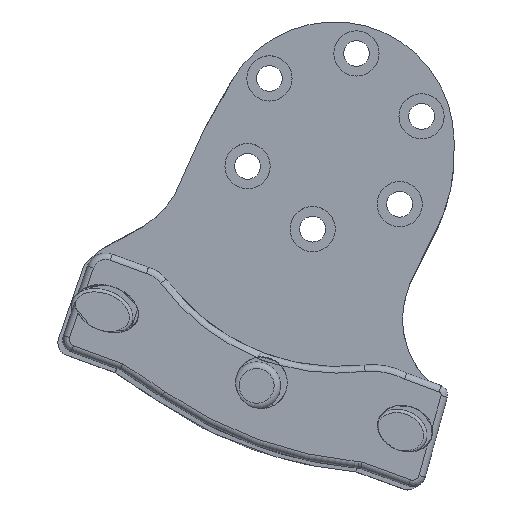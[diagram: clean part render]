
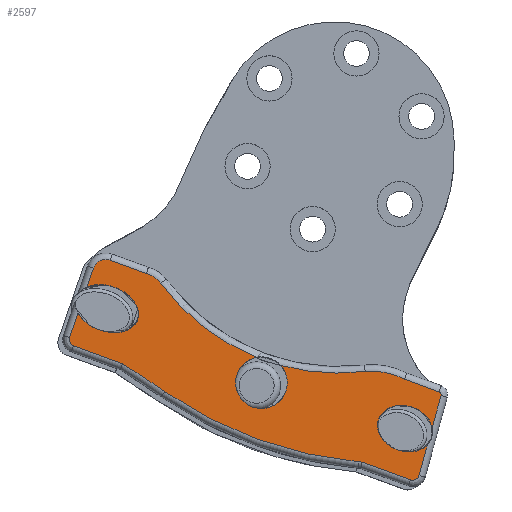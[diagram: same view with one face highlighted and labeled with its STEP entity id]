
A CAD part, top view. The second image highlights one B-rep face of the part: STEP entity #2597.
In plain terms, the highlighted face is planar.
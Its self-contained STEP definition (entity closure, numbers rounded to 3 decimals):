
#48=ELLIPSE('',#2834,5.07,3.5);
#49=ELLIPSE('',#2835,4.354,3.5);
#142=PLANE('',#2837);
#234=FACE_OUTER_BOUND('',#390,.T.);
#390=EDGE_LOOP('',(#1857,#1858,#1859,#1860,#1861,#1862,#1863,#1864,#1865,
#1866,#1867,#1868,#1869,#1870,#1871,#1872,#1873,#1874,#1875,#1876,#1877,
#1878,#1879));
#585=CIRCLE('',#2757,34.052);
#588=CIRCLE('',#2760,34.052);
#589=CIRCLE('',#2762,10.875);
#593=CIRCLE('',#2767,1.);
#597=CIRCLE('',#2772,0.5);
#599=CIRCLE('',#2776,3.9);
#603=CIRCLE('',#2781,216.25);
#605=CIRCLE('',#2784,62.933);
#607=CIRCLE('',#2787,189.5);
#610=CIRCLE('',#2791,2.);
#614=CIRCLE('',#2797,1.);
#632=CIRCLE('',#2838,4.);
#633=CIRCLE('',#2839,4.);
#726=LINE('',#3927,#890);
#728=LINE('',#3999,#892);
#729=LINE('',#4053,#893);
#731=LINE('',#4058,#895);
#732=LINE('',#4074,#896);
#734=LINE('',#4131,#898);
#737=LINE('',#4152,#901);
#738=LINE('',#4168,#902);
#890=VECTOR('',#3097,10.);
#892=VECTOR('',#3119,10.);
#893=VECTOR('',#3128,10.);
#895=VECTOR('',#3132,10.);
#896=VECTOR('',#3141,10.);
#898=VECTOR('',#3181,10.);
#901=VECTOR('',#3188,10.);
#902=VECTOR('',#3197,10.);
#1055=VERTEX_POINT('',#3924);
#1056=VERTEX_POINT('',#3926);
#1057=VERTEX_POINT('',#3941);
#1058=VERTEX_POINT('',#3942);
#1059=VERTEX_POINT('',#3955);
#1062=VERTEX_POINT('',#3972);
#1063=VERTEX_POINT('',#3976);
#1067=VERTEX_POINT('',#3996);
#1068=VERTEX_POINT('',#3998);
#1070=VERTEX_POINT('',#4030);
#1071=VERTEX_POINT('',#4035);
#1073=VERTEX_POINT('',#4046);
#1075=VERTEX_POINT('',#4056);
#1077=VERTEX_POINT('',#4069);
#1080=VERTEX_POINT('',#4083);
#1081=VERTEX_POINT('',#4085);
#1083=VERTEX_POINT('',#4103);
#1085=VERTEX_POINT('',#4112);
#1087=VERTEX_POINT('',#4118);
#1088=VERTEX_POINT('',#4134);
#1091=VERTEX_POINT('',#4150);
#1093=VERTEX_POINT('',#4163);
#1123=VERTEX_POINT('',#4304);
#1307=EDGE_CURVE('',#1055,#1056,#726,.T.);
#1310=EDGE_CURVE('',#1058,#1059,#585,.T.);
#1314=EDGE_CURVE('',#1062,#1057,#588,.T.);
#1315=EDGE_CURVE('',#1059,#1063,#589,.T.);
#1320=EDGE_CURVE('',#1067,#1068,#728,.T.);
#1323=EDGE_CURVE('',#1070,#1067,#593,.T.);
#1327=EDGE_CURVE('',#1073,#1070,#729,.T.);
#1330=EDGE_CURVE('',#1075,#1071,#731,.T.);
#1332=EDGE_CURVE('',#1077,#1075,#597,.T.);
#1334=EDGE_CURVE('',#1063,#1077,#732,.T.);
#1336=EDGE_CURVE('',#1056,#1062,#599,.T.);
#1340=EDGE_CURVE('',#1080,#1081,#603,.T.);
#1343=EDGE_CURVE('',#1083,#1080,#605,.T.);
#1345=EDGE_CURVE('',#1068,#1083,#607,.T.);
#1348=EDGE_CURVE('',#1085,#1055,#610,.T.);
#1351=EDGE_CURVE('',#1087,#1085,#734,.T.);
#1356=EDGE_CURVE('',#1091,#1088,#737,.T.);
#1358=EDGE_CURVE('',#1093,#1091,#614,.T.);
#1360=EDGE_CURVE('',#1081,#1093,#738,.T.);
#1408=EDGE_CURVE('',#1087,#1088,#48,.T.);
#1409=EDGE_CURVE('',#1073,#1071,#49,.T.);
#1412=EDGE_CURVE('',#1058,#1123,#632,.T.);
#1413=EDGE_CURVE('',#1123,#1057,#633,.T.);
#1857=ORIENTED_EDGE('',*,*,#1351,.F.);
#1858=ORIENTED_EDGE('',*,*,#1408,.T.);
#1859=ORIENTED_EDGE('',*,*,#1356,.F.);
#1860=ORIENTED_EDGE('',*,*,#1358,.F.);
#1861=ORIENTED_EDGE('',*,*,#1360,.F.);
#1862=ORIENTED_EDGE('',*,*,#1340,.F.);
#1863=ORIENTED_EDGE('',*,*,#1343,.F.);
#1864=ORIENTED_EDGE('',*,*,#1345,.F.);
#1865=ORIENTED_EDGE('',*,*,#1320,.F.);
#1866=ORIENTED_EDGE('',*,*,#1323,.F.);
#1867=ORIENTED_EDGE('',*,*,#1327,.F.);
#1868=ORIENTED_EDGE('',*,*,#1409,.T.);
#1869=ORIENTED_EDGE('',*,*,#1330,.F.);
#1870=ORIENTED_EDGE('',*,*,#1332,.F.);
#1871=ORIENTED_EDGE('',*,*,#1334,.F.);
#1872=ORIENTED_EDGE('',*,*,#1315,.F.);
#1873=ORIENTED_EDGE('',*,*,#1310,.F.);
#1874=ORIENTED_EDGE('',*,*,#1412,.T.);
#1875=ORIENTED_EDGE('',*,*,#1413,.T.);
#1876=ORIENTED_EDGE('',*,*,#1314,.F.);
#1877=ORIENTED_EDGE('',*,*,#1336,.F.);
#1878=ORIENTED_EDGE('',*,*,#1307,.F.);
#1879=ORIENTED_EDGE('',*,*,#1348,.F.);
#2597=ADVANCED_FACE('',(#234),#142,.F.);
#2757=AXIS2_PLACEMENT_3D('',#3956,#3100,#3101);
#2760=AXIS2_PLACEMENT_3D('',#3974,#3106,#3107);
#2762=AXIS2_PLACEMENT_3D('',#3977,#3110,#3111);
#2767=AXIS2_PLACEMENT_3D('',#4032,#3122,#3123);
#2772=AXIS2_PLACEMENT_3D('',#4071,#3135,#3136);
#2776=AXIS2_PLACEMENT_3D('',#4077,#3145,#3146);
#2781=AXIS2_PLACEMENT_3D('',#4086,#3155,#3156);
#2784=AXIS2_PLACEMENT_3D('',#4105,#3161,#3162);
#2787=AXIS2_PLACEMENT_3D('',#4108,#3167,#3168);
#2791=AXIS2_PLACEMENT_3D('',#4114,#3175,#3176);
#2797=AXIS2_PLACEMENT_3D('',#4165,#3191,#3192);
#2834=AXIS2_PLACEMENT_3D('',#4279,#3296,#3297);
#2835=AXIS2_PLACEMENT_3D('',#4298,#3298,#3299);
#2837=AXIS2_PLACEMENT_3D('',#4303,#3302,#3303);
#2838=AXIS2_PLACEMENT_3D('',#4305,#3304,#3305);
#2839=AXIS2_PLACEMENT_3D('',#4306,#3306,#3307);
#3097=DIRECTION('',(1.,0.,0.));
#3100=DIRECTION('center_axis',(0.,0.,
-1.));
#3101=DIRECTION('ref_axis',(-0.059,0.998,0.));
#3106=DIRECTION('center_axis',(0.,0.,
-1.));
#3107=DIRECTION('ref_axis',(-0.059,0.998,0.));
#3110=DIRECTION('center_axis',(0.,0.,
1.));
#3111=DIRECTION('ref_axis',(-0.159,-0.987,0.));
#3119=DIRECTION('',(-1.,0.,0.));
#3122=DIRECTION('center_axis',(0.,0.,
1.));
#3123=DIRECTION('ref_axis',(0.735,0.679,0.));
#3128=DIRECTION('',(0.079,0.997,0.));
#3132=DIRECTION('',(0.079,0.997,0.));
#3135=DIRECTION('center_axis',(0.,0.,
1.));
#3136=DIRECTION('ref_axis',(0.679,-0.735,0.));
#3141=DIRECTION('',(1.,0.,0.));
#3145=DIRECTION('center_axis',(0.,0.,
1.));
#3146=DIRECTION('ref_axis',(0.24,-0.971,0.));
#3155=DIRECTION('center_axis',(0.,0.,
-1.));
#3156=DIRECTION('ref_axis',(0.235,-0.972,0.));
#3161=DIRECTION('center_axis',(0.,0.,
1.));
#3162=DIRECTION('ref_axis',(0.002,1.,0.));
#3167=DIRECTION('center_axis',(0.,0.,
-1.));
#3168=DIRECTION('ref_axis',(-0.255,-0.967,0.));
#3175=DIRECTION('center_axis',(0.,0.,
1.));
#3176=DIRECTION('ref_axis',(-0.713,-0.701,0.));
#3181=DIRECTION('',(-0.018,-1.,0.));
#3188=DIRECTION('',(-0.018,-1.,0.));
#3191=DIRECTION('center_axis',(0.,0.,
1.));
#3192=DIRECTION('ref_axis',(-0.701,0.713,0.));
#3197=DIRECTION('',(-1.,0.,0.));
#3296=DIRECTION('center_axis',(0.,0.,
1.));
#3297=DIRECTION('ref_axis',(1.,0.,0.));
#3298=DIRECTION('center_axis',(0.,0.,
1.));
#3299=DIRECTION('ref_axis',(-1.,0.,0.));
#3302=DIRECTION('center_axis',(0.,0.,
1.));
#3303=DIRECTION('ref_axis',(-1.,0.,0.));
#3304=DIRECTION('center_axis',(0.,0.,
1.));
#3305=DIRECTION('ref_axis',(-1.,0.,0.));
#3306=DIRECTION('center_axis',(0.,0.,
1.));
#3307=DIRECTION('ref_axis',(-1.,0.,0.));
#3924=CARTESIAN_POINT('',(-14.16,12.852,-14.28));
#3926=CARTESIAN_POINT('',(-8.168,12.852,-14.28));
#3927=CARTESIAN_POINT('',(-2.153,12.852,-14.28));
#3941=CARTESIAN_POINT('',(12.254,19.195,-14.28));
#3942=CARTESIAN_POINT('',(16.202,19.093,-14.28));
#3955=CARTESIAN_POINT('',(28.798,15.508,-14.28));
#3956=CARTESIAN_POINT('Origin',(13.353,-14.84,-14.28));
#3972=CARTESIAN_POINT('',(-5.553,13.482,-14.28));
#3974=CARTESIAN_POINT('Origin',(13.353,-14.84,-14.28));
#3976=CARTESIAN_POINT('',(34.864,14.551,-14.28));
#3977=CARTESIAN_POINT('Origin',(33.457,25.334,-14.28));
#3996=CARTESIAN_POINT('',(41.115,28.854,-14.28));
#3998=CARTESIAN_POINT('',(33.15,28.854,-14.28));
#3999=CARTESIAN_POINT('',(28.093,28.854,-14.28));
#4030=CARTESIAN_POINT('',(42.111,27.775,-14.28));
#4032=CARTESIAN_POINT('Origin',(41.115,27.854,-14.28));
#4035=CARTESIAN_POINT('',(41.503,20.099,-14.28));
#4046=CARTESIAN_POINT('',(41.725,22.898,-14.28));
#4053=CARTESIAN_POINT('',(41.216,16.481,-14.28));
#4056=CARTESIAN_POINT('',(41.099,15.011,-14.28));
#4058=CARTESIAN_POINT('',(41.216,16.481,-14.28));
#4069=CARTESIAN_POINT('',(40.601,14.551,-14.28));
#4071=CARTESIAN_POINT('Origin',(40.601,15.051,-14.28));
#4074=CARTESIAN_POINT('',(23.918,14.551,-14.28));
#4077=CARTESIAN_POINT('Origin',(-7.718,16.726,-14.28));
#4083=CARTESIAN_POINT('',(0.74,29.033,-14.28));
#4085=CARTESIAN_POINT('',(-6.815,27.209,-14.28));
#4086=CARTESIAN_POINT('Origin',(-53.777,238.298,-14.28));
#4103=CARTESIAN_POINT('',(32.698,28.974,-14.28));
#4105=CARTESIAN_POINT('Origin',(16.606,-31.867,-14.28));
#4108=CARTESIAN_POINT('Origin',(81.153,212.174,-14.28));
#4112=CARTESIAN_POINT('',(-16.16,14.887,-14.28));
#4114=CARTESIAN_POINT('Origin',(-14.16,14.852,-14.28));
#4118=CARTESIAN_POINT('',(-16.107,17.914,-14.28));
#4131=CARTESIAN_POINT('',(-16.056,20.791,-14.28));
#4134=CARTESIAN_POINT('',(-16.031,22.215,-14.28));
#4150=CARTESIAN_POINT('',(-15.96,26.227,-14.28));
#4152=CARTESIAN_POINT('',(-16.056,20.791,-14.28));
#4163=CARTESIAN_POINT('',(-14.96,27.209,-14.28));
#4165=CARTESIAN_POINT('Origin',(-14.96,26.209,-14.28));
#4168=CARTESIAN_POINT('',(2.991,27.209,-14.28));
#4279=CARTESIAN_POINT('Origin',(-12.069,20.031,-14.28));
#4298=CARTESIAN_POINT('Origin',(37.633,21.703,-14.28));
#4303=CARTESIAN_POINT('Origin',(12.907,21.594,-14.28));
#4304=CARTESIAN_POINT('',(18.317,22.621,-14.28));
#4305=CARTESIAN_POINT('Origin',(14.317,22.621,-14.28));
#4306=CARTESIAN_POINT('Origin',(14.317,22.621,-14.28));
